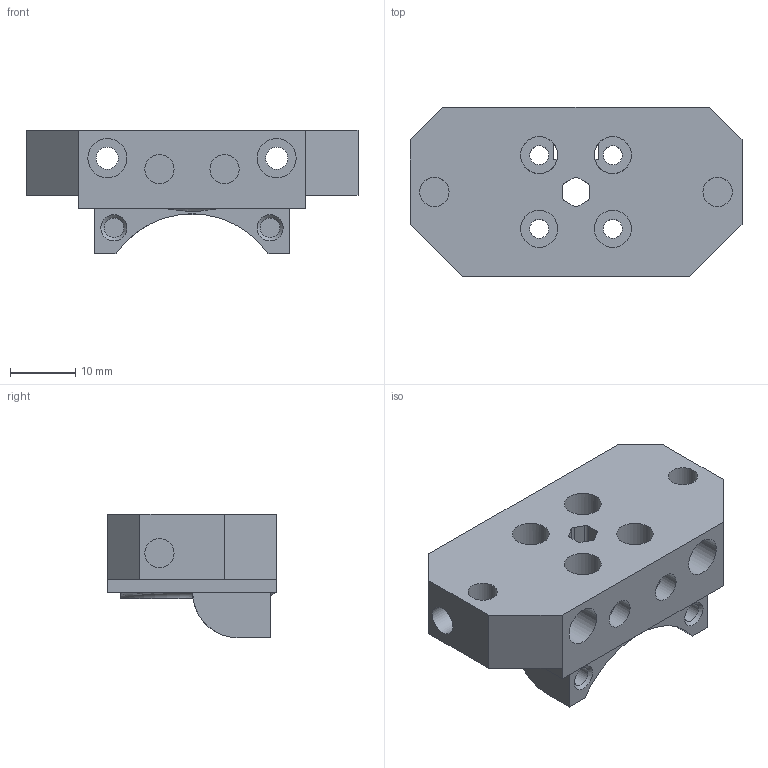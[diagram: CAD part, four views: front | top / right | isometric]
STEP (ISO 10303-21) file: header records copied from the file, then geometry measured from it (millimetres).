
FILE_DESCRIPTION(/* description */ (''),/* implementation_level */ '2;1');
FILE_NAME(/* name */ 'blockhead Dragon Mount.step',/* time_stamp */ '2022-04-25T08:22:45-04:00',/* author */ (''),/* organization */ (''),/* preprocessor_version */ 'ST-DEVELOPER v18.1',/* originating_system */ 'Autodesk Translation Framework v10.14.0.1471',/* authorisation */ '');
FILE_SCHEMA (('AUTOMOTIVE_DESIGN { 1 0 10303 214 3 1 1 }'));
Length unit declared in the file: millimetre
Products named in the file (1): Main Body mount
Bounding box: 51 x 26 x 19 mm (x, y, z)
Volume: 12714.5 mm3; surface area: 6513.3 mm2
Topology: 1 solids, 1 shells, 90 faces, 225 edges, 147 vertices
Faces by surface type: plane 47, cylinder 35, torus 6, cone 2
Full cylindrical faces by diameter (mm): 2.9 x4, 3 x2, 3.4 x2, 4.5 x6, 5.7 x4, 6 x2
Entity records: 2896 total; most frequent: CARTESIAN_POINT 608, DIRECTION 474, ORIENTED_EDGE 450, EDGE_CURVE 225, AXIS2_PLACEMENT_3D 174, VERTEX_POINT 147, LINE 126, VECTOR 126
